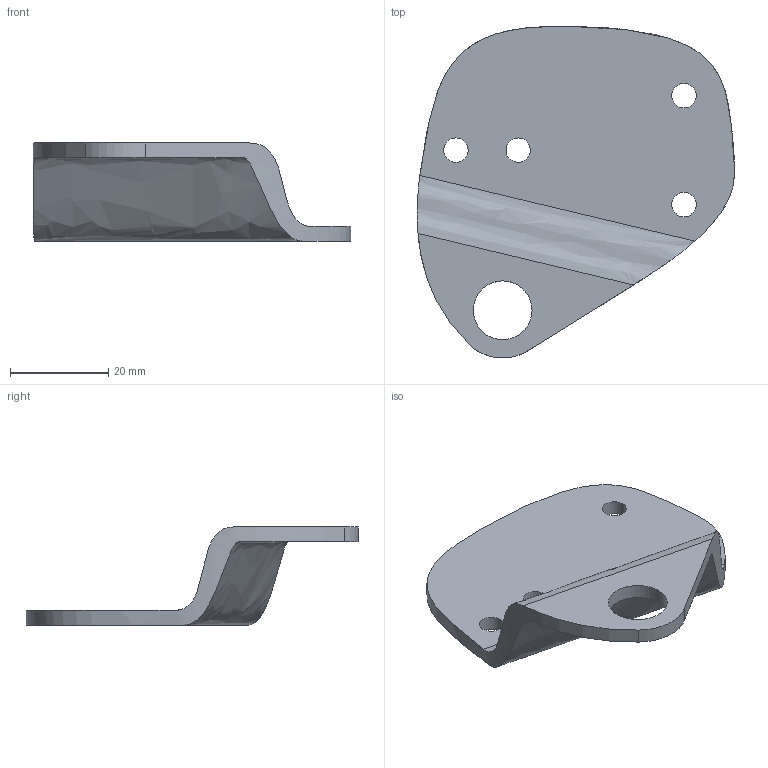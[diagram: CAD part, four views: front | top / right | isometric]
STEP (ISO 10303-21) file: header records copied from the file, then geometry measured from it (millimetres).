
FILE_DESCRIPTION (( 'STEP AP214' ), '1' );
FILE_NAME ('azimuth_homing_bracket.step', '2023-05-02T20:20:01', ( '' ), ( '' ), 'SwSTEP 2.0', 'SolidWorks 2022', '' );
FILE_SCHEMA (( 'AUTOMOTIVE_DESIGN' ));
Length unit declared in the file: millimetre
Products named in the file (1): azimuth_homing_bracket
Bounding box: 64.77 x 67.73 x 20 mm (x, y, z)
Volume: 11953.8 mm3; surface area: 8399.8 mm2
Topology: 1 solids, 1 shells, 18 faces, 48 edges, 32 vertices
Faces by surface type: cylinder 11, plane 4, bspline 3
Entity records: 816 total; most frequent: CARTESIAN_POINT 316, ORIENTED_EDGE 96, DIRECTION 92, EDGE_CURVE 48, AXIS2_PLACEMENT_3D 38, VERTEX_POINT 32, EDGE_LOOP 28, CIRCLE 22
